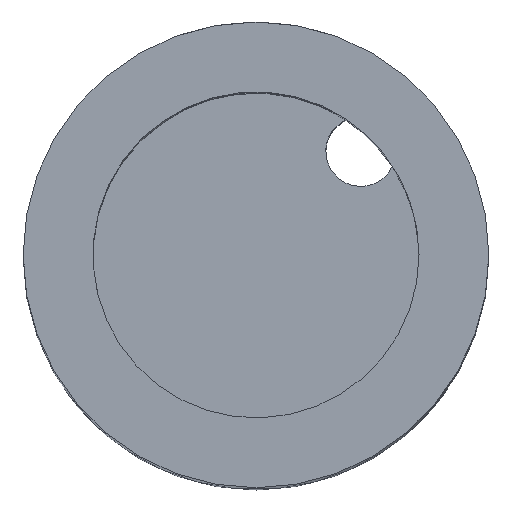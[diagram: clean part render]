
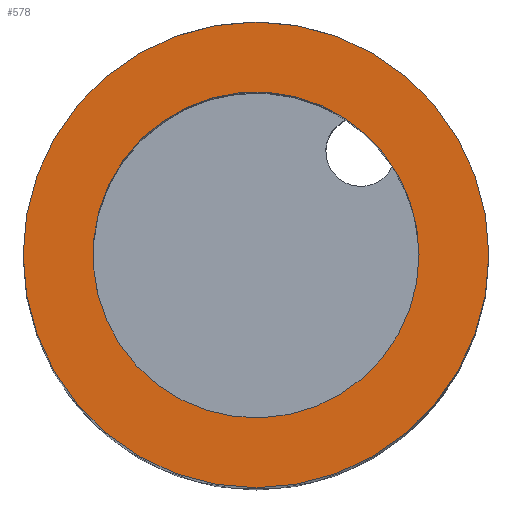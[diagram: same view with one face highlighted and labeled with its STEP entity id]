
A CAD part, top view. The second image highlights one B-rep face of the part: STEP entity #578.
In plain terms, the highlighted planar face has unit normal (0, 0, 1).
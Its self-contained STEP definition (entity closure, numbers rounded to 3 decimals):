
#45=PLANE('',#676);
#75=FACE_BOUND('',#217,.T.);
#149=FACE_OUTER_BOUND('',#216,.T.);
#216=EDGE_LOOP('',(#520));
#217=EDGE_LOOP('',(#521));
#240=CIRCLE('',#637,14.);
#256=CIRCLE('',#673,20.);
#289=VERTEX_POINT('',#1034);
#310=VERTEX_POINT('',#1170);
#355=EDGE_CURVE('',#289,#289,#240,.T.);
#380=EDGE_CURVE('',#310,#310,#256,.T.);
#520=ORIENTED_EDGE('',*,*,#380,.T.);
#521=ORIENTED_EDGE('',*,*,#355,.T.);
#578=ADVANCED_FACE('',(#149,#75),#45,.T.);
#637=AXIS2_PLACEMENT_3D('',#1035,#768,#769);
#673=AXIS2_PLACEMENT_3D('',#1171,#845,#846);
#676=AXIS2_PLACEMENT_3D('',#1175,#851,#852);
#768=DIRECTION('center_axis',(0.,0.,-1.));
#769=DIRECTION('ref_axis',(-1.,0.,0.));
#845=DIRECTION('center_axis',(0.,0.,1.));
#846=DIRECTION('ref_axis',(-1.,0.,0.));
#851=DIRECTION('center_axis',(0.,0.,1.));
#852=DIRECTION('ref_axis',(1.,0.,0.));
#1034=CARTESIAN_POINT('',(14.,0.,110.));
#1035=CARTESIAN_POINT('Origin',(0.,0.,110.));
#1170=CARTESIAN_POINT('',(20.,0.,110.));
#1171=CARTESIAN_POINT('Origin',(0.,0.,110.));
#1175=CARTESIAN_POINT('Origin',(0.,0.,110.));
